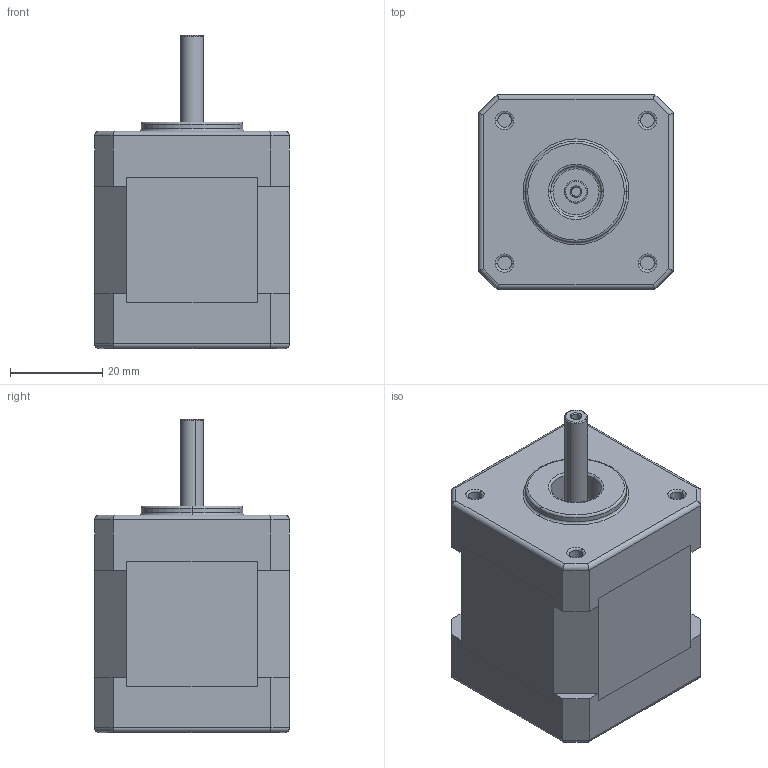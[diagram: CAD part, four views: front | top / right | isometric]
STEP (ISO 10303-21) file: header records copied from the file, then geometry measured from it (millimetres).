
FILE_DESCRIPTION (( 'STEP AP214' ), '1' );
FILE_NAME ('NEMA 17 with T5 Pulley-1.STEP', '2015-12-12T10:40:10', ( '' ), ( '' ), 'SwSTEP 2.0', 'SolidWorks 2014', '' );
FILE_SCHEMA (( 'AUTOMOTIVE_DESIGN' ));
Length unit declared in the file: millimetre
Products named in the file (9): Base; Cuerpo; Tapa; NEMA 17 with T5 Pulley-1; Eje
Assembly tree (4 placements, depth 2):
  Base
  Cuerpo
  NEMA 17 with T5 Pulley-1
    Base
    Cuerpo
    Tapa
    Eje
  Tapa
  Eje
Bounding box: 42.3 x 42.3 x 68 mm (x, y, z)
Volume: 81380.4 mm3; surface area: 20270.3 mm2
Topology: 4 solids, 4 shells, 152 faces, 342 edges, 210 vertices
Faces by surface type: plane 60, cylinder 54, torus 38
Entity records: 4496 total; most frequent: DIRECTION 798, CARTESIAN_POINT 760, ORIENTED_EDGE 684, EDGE_CURVE 342, AXIS2_PLACEMENT_3D 312, VERTEX_POINT 210, EDGE_LOOP 176, VECTOR 174
